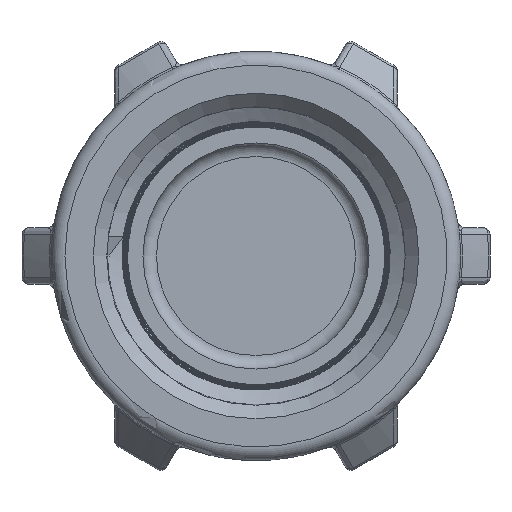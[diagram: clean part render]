
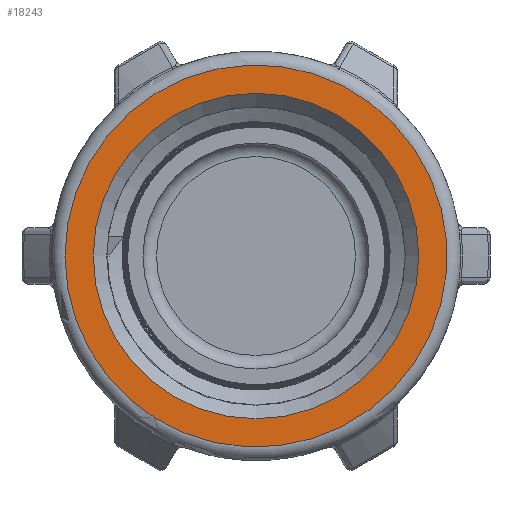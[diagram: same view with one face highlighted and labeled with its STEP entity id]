
A CAD part, left-side view. The second image highlights one B-rep face of the part: STEP entity #18243.
In plain terms, the highlighted planar face has unit normal (-1, 0, 0).
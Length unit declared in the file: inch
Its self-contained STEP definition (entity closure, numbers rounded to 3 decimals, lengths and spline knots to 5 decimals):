
#3080=CARTESIAN_POINT('',(0.,0.845,0.0));
#3081=VERTEX_POINT('',#3080);
#3082=CARTESIAN_POINT('',(0.,0.0,0.0));
#3083=DIRECTION('',(1.0,0.0,0.0));
#3084=DIRECTION('',(0.0,-1.0,0.0));
#3085=AXIS2_PLACEMENT_3D('',#3082,#3083,#3084);
#3086=CIRCLE('',#3085,0.845);
#3087=EDGE_CURVE('',#3081,#3081,#3086,.T.);
#18224=CARTESIAN_POINT('',(0.,0.8125,0.0));
#18225=DIRECTION('',(-1.0,0.0,0.0));
#18226=DIRECTION('',(0.0,0.0,1.0));
#18227=AXIS2_PLACEMENT_3D('',#18224,#18225,#18226);
#18228=PLANE('',#18227);
#18229=ORIENTED_EDGE('',*,*,#3087,.F.);
#18230=EDGE_LOOP('',(#18229));
#18231=FACE_OUTER_BOUND('',#18230,.T.);
#18232=CARTESIAN_POINT('',(0.,0.72,0.0));
#18233=VERTEX_POINT('',#18232);
#18234=CARTESIAN_POINT('',(0.,0.0,0.0));
#18235=DIRECTION('',(1.0,0.,0.0));
#18236=DIRECTION('',(0.,1.0,0.0));
#18237=AXIS2_PLACEMENT_3D('',#18234,#18235,#18236);
#18238=CIRCLE('',#18237,0.72);
#18239=EDGE_CURVE('',#18233,#18233,#18238,.T.);
#18240=ORIENTED_EDGE('',*,*,#18239,.T.);
#18241=EDGE_LOOP('',(#18240));
#18242=FACE_BOUND('',#18241,.T.);
#18243=ADVANCED_FACE('',(#18231,#18242),#18228,.T.);
